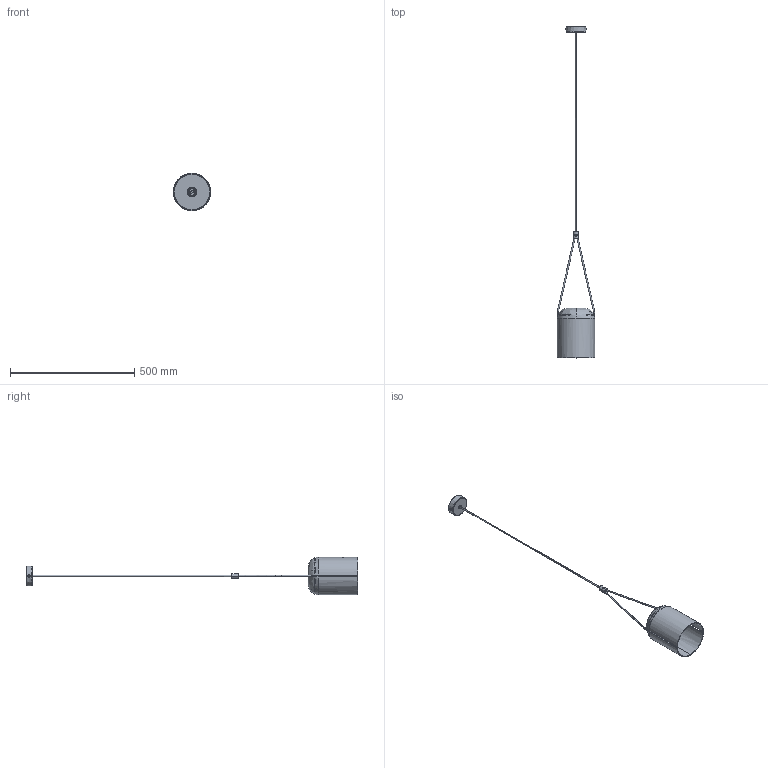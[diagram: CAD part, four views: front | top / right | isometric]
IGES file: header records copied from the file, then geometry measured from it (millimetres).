
Start section: SolidWorks IGES file using analytic representation for surfaces
Global section: file name: 00-7388.IGS; native system: SolidWorks 2018; preprocessor: SolidWorks 2018; author: dromero; date: 181023.112341; units: millimetre
Bounding box: 150.76 x 1333.55 x 150 mm (x, y, z)
Surface area: 311635.5 mm2 (no closed solid volume)
Topology: 0 solids, 0 shells, 398 faces, 6081 edges, 6077 vertices
Faces by surface type: bspline 227, revolution 171
